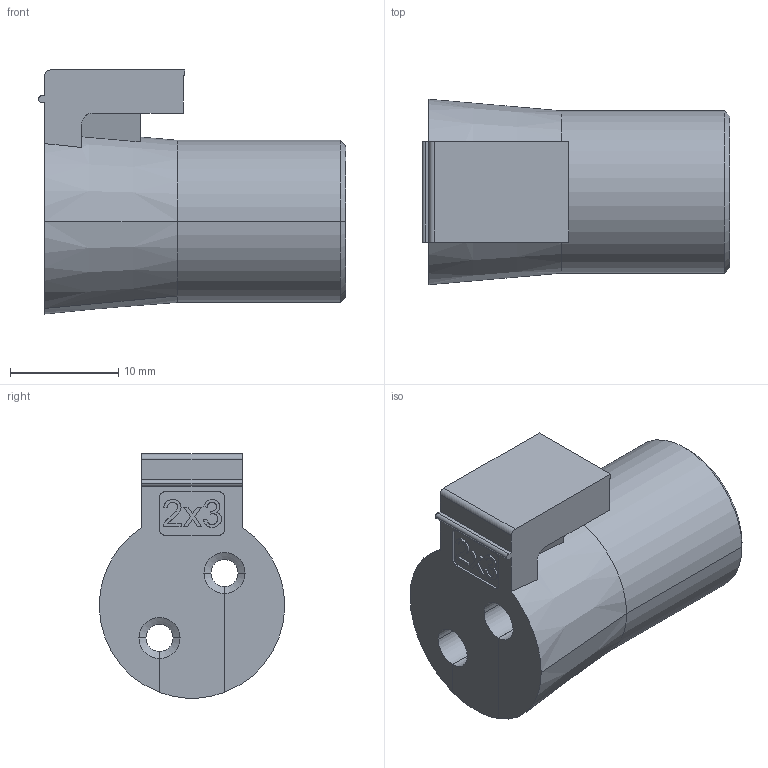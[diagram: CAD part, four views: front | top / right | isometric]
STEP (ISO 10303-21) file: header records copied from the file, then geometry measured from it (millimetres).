
FILE_DESCRIPTION (( 'STEP AP203' ), '1' );
FILE_NAME ('568403.step', '2019-11-21T17:32:00', ( '' ), ( '' ), 'SwSTEP 2.0', 'SolidWorks 2019', '' );
FILE_SCHEMA (( 'CONFIG_CONTROL_DESIGN' ));
Length unit declared in the file: inch
Products named in the file (1): 568403
Bounding box: 28.4 x 17.14 x 22.55 mm (x, y, z)
Volume: 5212.2 mm3; surface area: 3348.5 mm2
Topology: 1 solids, 1 shells, 118 faces, 328 edges, 216 vertices
Faces by surface type: plane 49, cylinder 28, bspline 25, cone 16
Entity records: 3999 total; most frequent: CARTESIAN_POINT 1030, ORIENTED_EDGE 656, DIRECTION 522, EDGE_CURVE 328, VERTEX_POINT 216, VECTOR 194, LINE 194, AXIS2_PLACEMENT_3D 164
